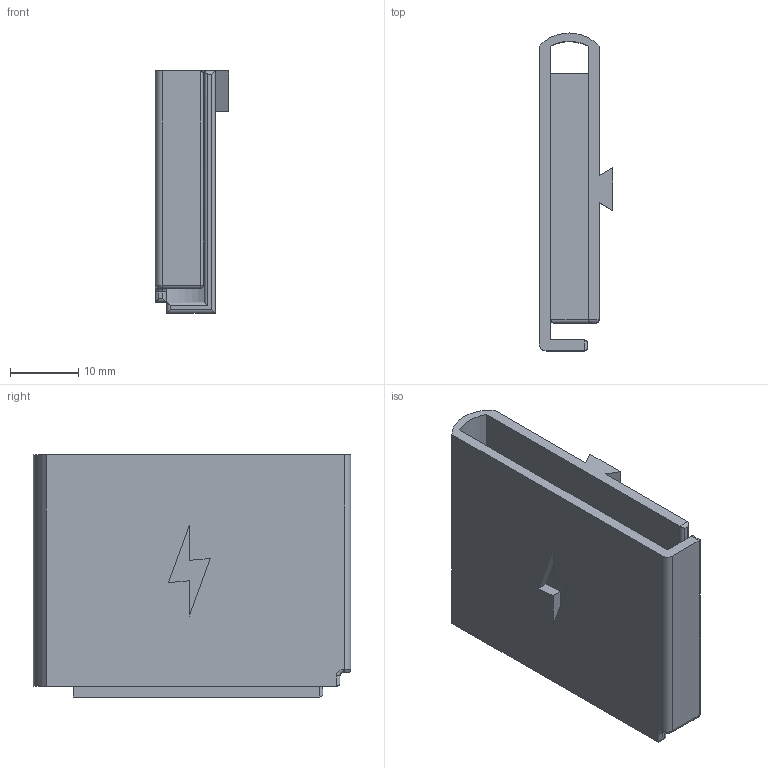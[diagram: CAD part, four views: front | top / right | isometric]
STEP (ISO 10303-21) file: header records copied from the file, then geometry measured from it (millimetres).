
FILE_DESCRIPTION(/* description */ (''),/* implementation_level */ '2;1');
FILE_NAME(/* name */ 'backpack_640mah v5.step',/* time_stamp */ '2023-09-15T11:50:58+09:00',/* author */ (''),/* organization */ (''),/* preprocessor_version */ 'ST-DEVELOPER v20',/* originating_system */ 'Autodesk Translation Framework v12.9.0.99',/* authorisation */ '');
FILE_SCHEMA (('AUTOMOTIVE_DESIGN { 1 0 10303 214 3 1 1 }'));
Length unit declared in the file: millimetre
Products named in the file (1): backpack_640mah
Bounding box: 10.8 x 46.72 x 35.6 mm (x, y, z)
Volume: 5658.5 mm3; surface area: 7671.1 mm2
Topology: 1 solids, 1 shells, 51 faces, 124 edges, 75 vertices
Faces by surface type: plane 26, cylinder 20, sphere 2, torus 2, bspline 1
Entity records: 1524 total; most frequent: CARTESIAN_POINT 270, DIRECTION 258, ORIENTED_EDGE 248, EDGE_CURVE 124, LINE 90, VECTOR 90, AXIS2_PLACEMENT_3D 84, VERTEX_POINT 75
